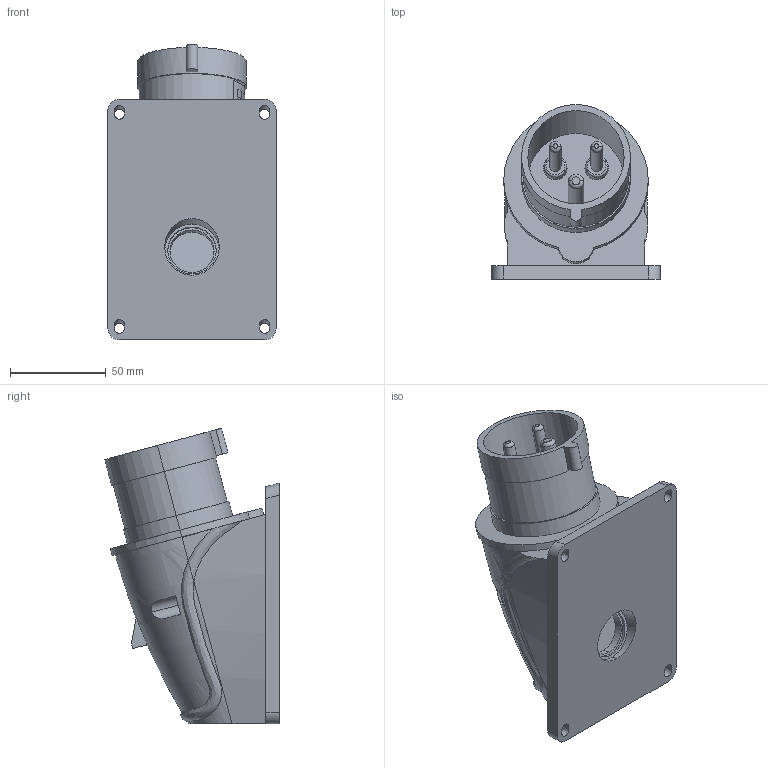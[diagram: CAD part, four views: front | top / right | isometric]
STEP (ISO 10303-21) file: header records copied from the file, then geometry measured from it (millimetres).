
FILE_DESCRIPTION (( 'STEP AP214' ), '1' );
FILE_NAME ('PSN51-032-3 Âèëêà ñòàöèîíàðíàÿ ÑÑÈ-523 32À-6÷_200-250Â 2Ð+ÐÅ IP44 MAGNUM ÈÝÊ.STEP', '2017-02-06T09:03:51', ( '' ), ( '' ), 'SwSTEP 2.0', 'SolidWorks 2014', '' );
FILE_SCHEMA (( 'AUTOMOTIVE_DESIGN' ));
Length unit declared in the file: millimetre
Products named in the file (1): PSN51-032-3 Âèëêà ñòàöèîíàðíàÿ ÑÑÈ-523 32À-6÷_200-250Â 2Ð+ÐÅ IP44 MAGNUM ÈÝÊ
Bounding box: 88 x 91.29 x 154.54 mm (x, y, z)
Volume: 227928.4 mm3; surface area: 102906.3 mm2
Topology: 8 solids, 8 shells, 542 faces, 1395 edges, 923 vertices
Faces by surface type: plane 336, cylinder 166, bspline 17, torus 13, cone 10
Entity records: 21976 total; most frequent: CARTESIAN_POINT 8721, ORIENTED_EDGE 2778, DIRECTION 2633, EDGE_CURVE 1389, VERTEX_POINT 923, AXIS2_PLACEMENT_3D 887, LINE 859, VECTOR 859
